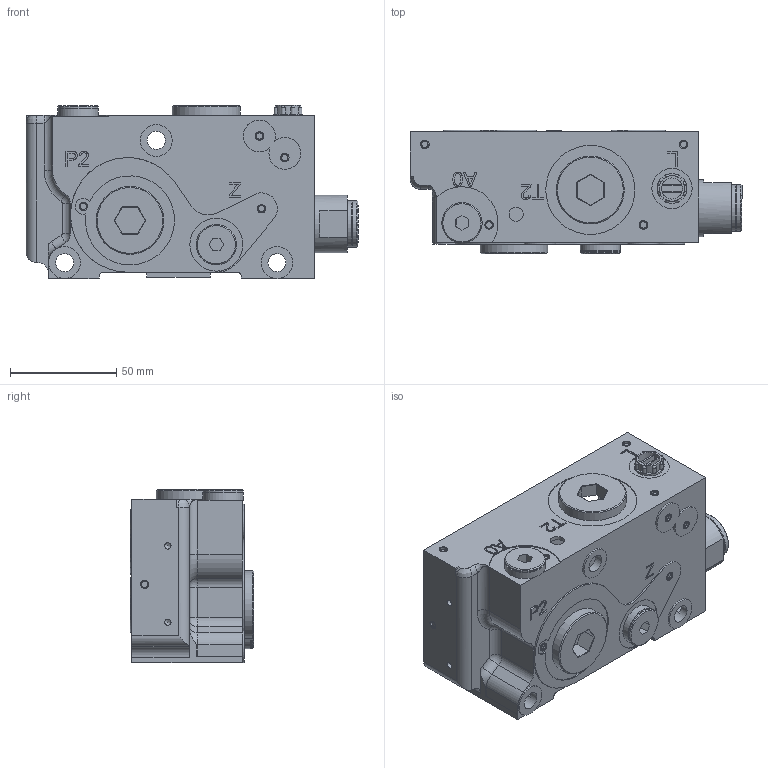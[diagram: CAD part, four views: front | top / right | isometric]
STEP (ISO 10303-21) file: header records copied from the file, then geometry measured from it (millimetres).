
FILE_DESCRIPTION(/* description */ ('Unknown'),/* implementation_level */ '2;1');
FILE_NAME(/* name */ 'AP-1640-526PJ-D',/* time_stamp */ '2020-12-17T08:57:11+01:00',/* author */ ('Unknown'),/* organization */ ('Unknown'),/* preprocessor_version */ 'ST-DEVELOPER v16.7',/* originating_system */ 'DEX',/* authorisation */ $);
FILE_SCHEMA (('AUTOMOTIVE_DESIGN {1 0 10303 214 3 1 1}'));
Length unit declared in the file: millimetre
Products named in the file (37): AP-1640-526PJ-D; AP-1640-J02-131-B_oa_0; AP-1640-001-393_oa_1; AP-1640-001-004_oa_2; AP-1640-001-005; AP-1640-001-006-A_oa_3; WU-6711-010_oa_4; AP-1640-001-003-A_oa_5; WT-2601-816_oa_6; WT-2601-816_oa_7; WT-2602-216_oa_8; WT-2600-516; WT-2601-724_oa_9; WT-2602-124_oa_10; WT-2602-124_oa_11; WU-4604-040; WT-2000-057_oa_12; WU-1505-006_oa_13; WU-4604-040_oa_14; WU-4604-040_oa_15; WU-4604-040_oa_16; WU-4604-040_oa_17; WU-4604-040_oa_18; WU-4604-040_oa_19; WU-4604-040_oa_20; WU-4604-040_oa_21; WU-4604-040_oa_22; WU-4604-040_oa_23; WU-4604-040_oa_24; WU-4604-040_oa_25; WU-4604-040_oa_26; WU-4604-040_oa_27; XO-0008-010_oa_28; WW-5440-004_oa_29; WW-5440-012_oa_30; WW-5440-012_oa_31; WW-5440-004_oa_32
Assembly tree (40 placements, depth 3):
  AP-1640-526PJ-D
    AP-1640-J02-131-B_oa_0
    AP-1640-001-393_oa_1
      AP-1640-001-004_oa_2
      AP-1640-001-005
      AP-1640-001-006-A_oa_3
      WU-6711-010_oa_4
      AP-1640-001-003-A_oa_5
      WT-2601-816_oa_6
      WT-2601-816_oa_7
      WT-2602-216_oa_8
    WT-2600-516  x4
    WT-2601-724_oa_9
    WT-2602-124_oa_10
    WT-2602-124_oa_11
    WU-4604-040  x2
    WT-2000-057_oa_12
    WU-1505-006_oa_13
    WU-4604-040_oa_14
    WU-4604-040_oa_15
    WU-4604-040_oa_16
    WU-4604-040_oa_17
    WU-4604-040_oa_18
    WU-4604-040_oa_19
    WU-4604-040_oa_20
    WU-4604-040_oa_21
    WU-4604-040_oa_22
    WU-4604-040_oa_23
    WU-4604-040_oa_24
    WU-4604-040_oa_25
    WU-4604-040_oa_26
    WU-4604-040_oa_27
    XO-0008-010_oa_28
    WW-5440-004_oa_29
    WW-5440-012_oa_30
    WW-5440-012_oa_31
    WW-5440-004_oa_32
Bounding box: 156.5 x 58.22 x 81.6 mm (x, y, z)
Volume: 153293 mm3; surface area: 92728.6 mm2
Topology: 36 solids, 36 shells, 917 faces, 1915 edges, 1307 vertices
Faces by surface type: plane 492, cylinder 357, cone 27, bspline 19, torus 14, sphere 8
Full cylindrical faces by diameter (mm): 2 x2, 3 x18, 3.75 x102, 4 x132, 4.5 x2, 6 x1, 6.5 x1, 6.647 x3, 7.4 x1, 7.8 x4, 8 x2, 8.5 x6, 8.566 x1, 10 x2, 11 x2, 11.445 x2, 12 x1, 14 x1, 14.5 x1, 14.95 x2, 15 x3, 16 x2, 17 x2, 18 x2, 18.8 x2, 19 x6, 21.8 x1, 21.9 x1, 22 x2, 22.1 x1
Entity records: 25612 total; most frequent: CARTESIAN_POINT 5405, DIRECTION 3650, ORIENTED_EDGE 2618, AXIS2_PLACEMENT_3D 1621, FACE_BOUND 1530, EDGE_LOOP 1520, EDGE_CURVE 1309, VERTEX_POINT 1079
